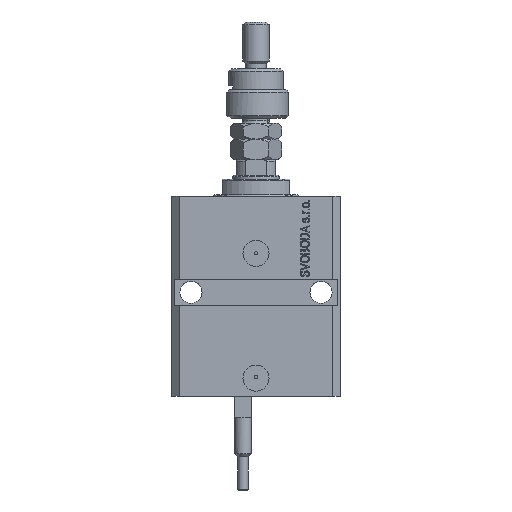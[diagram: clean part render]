
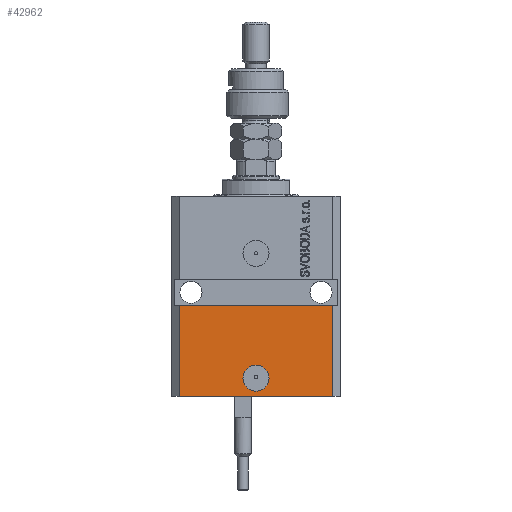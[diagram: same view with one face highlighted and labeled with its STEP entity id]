
A CAD part, front view. The second image highlights one B-rep face of the part: STEP entity #42962.
In plain terms, the highlighted planar face has unit normal (0, -1, 0).
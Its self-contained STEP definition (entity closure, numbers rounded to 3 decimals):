
#305 = LINE ( 'NONE', #3459, #42194 ) ;
#754 = VECTOR ( 'NONE', #31285, 1000. ) ;
#1020 = DIRECTION ( 'NONE',  ( 0., -1., 0. ) ) ;
#3459 = CARTESIAN_POINT ( 'NONE',  ( -32.5, -22.5, -42. ) ) ;
#3761 = CARTESIAN_POINT ( 'NONE',  ( -29.5, -22.5, -77. ) ) ;
#4719 = DIRECTION ( 'NONE',  ( 0., -1., 0. ) ) ;
#5641 = LINE ( 'NONE', #9536, #34432 ) ;
#5957 = EDGE_CURVE ( 'NONE', #39738, #17729, #49060, .T. ) ;
#7005 = CARTESIAN_POINT ( 'NONE',  ( -29.5, -22.5, -77. ) ) ;
#9536 = CARTESIAN_POINT ( 'NONE',  ( -29.5, -22.5, -77. ) ) ;
#9717 = ORIENTED_EDGE ( 'NONE', *, *, #18461, .F. ) ;
#10912 = FACE_BOUND ( 'NONE', #49698, .T. ) ;
#11192 = AXIS2_PLACEMENT_3D ( 'NONE', #44410, #4719, #12524 ) ;
#12524 = DIRECTION ( 'NONE',  ( 1., 0., 0. ) ) ;
#13815 = DIRECTION ( 'NONE',  ( 0., 0., 1. ) ) ;
#14817 = PLANE ( 'NONE',  #50265 ) ;
#15358 = CIRCLE ( 'NONE', #11192, 5. ) ;
#16091 = CARTESIAN_POINT ( 'NONE',  ( 5., -22.5, -70. ) ) ;
#17087 = ORIENTED_EDGE ( 'NONE', *, *, #28250, .T. ) ;
#17729 = VERTEX_POINT ( 'NONE', #25604 ) ;
#18461 = EDGE_CURVE ( 'NONE', #25891, #41471, #5641, .T. ) ;
#22845 = DIRECTION ( 'NONE',  ( 0., -1., 0. ) ) ;
#23184 = DIRECTION ( 'NONE',  ( 1., 0., 0. ) ) ;
#23457 = ORIENTED_EDGE ( 'NONE', *, *, #23623, .F. ) ;
#23623 = EDGE_CURVE ( 'NONE', #27698, #41257, #35442, .T. ) ;
#25571 = ORIENTED_EDGE ( 'NONE', *, *, #5957, .T. ) ;
#25604 = CARTESIAN_POINT ( 'NONE',  ( 29.5, -22.5, -42. ) ) ;
#25891 = VERTEX_POINT ( 'NONE', #36054 ) ;
#27543 = EDGE_CURVE ( 'NONE', #41471, #17729, #305, .T. ) ;
#27698 = VERTEX_POINT ( 'NONE', #16091 ) ;
#28250 = EDGE_CURVE ( 'NONE', #25891, #39738, #31027, .T. ) ;
#29986 = CARTESIAN_POINT ( 'NONE',  ( -29.5, -22.5, -42. ) ) ;
#31027 = LINE ( 'NONE', #3761, #754 ) ;
#31153 = DIRECTION ( 'NONE',  ( 1., 0., 0. ) ) ;
#31285 = DIRECTION ( 'NONE',  ( 1., 0., 0. ) ) ;
#32583 = ORIENTED_EDGE ( 'NONE', *, *, #34684, .F. ) ;
#33463 = CARTESIAN_POINT ( 'NONE',  ( 0., -22.5, -70. ) ) ;
#34432 = VECTOR ( 'NONE', #44821, 1000. ) ;
#34684 = EDGE_CURVE ( 'NONE', #41257, #27698, #15358, .T. ) ;
#35442 = CIRCLE ( 'NONE', #45267, 5. ) ;
#36054 = CARTESIAN_POINT ( 'NONE',  ( -29.5, -22.5, -77. ) ) ;
#37406 = CARTESIAN_POINT ( 'NONE',  ( 29.5, -22.5, -77. ) ) ;
#37613 = DIRECTION ( 'NONE',  ( 1., 0., 0. ) ) ;
#38683 = ORIENTED_EDGE ( 'NONE', *, *, #27543, .F. ) ;
#39738 = VERTEX_POINT ( 'NONE', #41654 ) ;
#41162 = CARTESIAN_POINT ( 'NONE',  ( -5., -22.5, -70. ) ) ;
#41257 = VERTEX_POINT ( 'NONE', #41162 ) ;
#41471 = VERTEX_POINT ( 'NONE', #29986 ) ;
#41654 = CARTESIAN_POINT ( 'NONE',  ( 29.5, -22.5, -77. ) ) ;
#41670 = EDGE_LOOP ( 'NONE', ( #38683, #9717, #17087, #25571 ) ) ;
#42194 = VECTOR ( 'NONE', #23184, 1000. ) ;
#42962 = ADVANCED_FACE ( 'NONE', ( #10912, #50323 ), #14817, .T. ) ;
#44410 = CARTESIAN_POINT ( 'NONE',  ( 0., -22.5, -70. ) ) ;
#44821 = DIRECTION ( 'NONE',  ( 0., 0., 1. ) ) ;
#45267 = AXIS2_PLACEMENT_3D ( 'NONE', #33463, #1020, #37613 ) ;
#47332 = VECTOR ( 'NONE', #13815, 1000. ) ;
#49060 = LINE ( 'NONE', #37406, #47332 ) ;
#49698 = EDGE_LOOP ( 'NONE', ( #23457, #32583 ) ) ;
#50265 = AXIS2_PLACEMENT_3D ( 'NONE', #7005, #22845, #31153 ) ;
#50323 = FACE_OUTER_BOUND ( 'NONE', #41670, .T. ) ;
